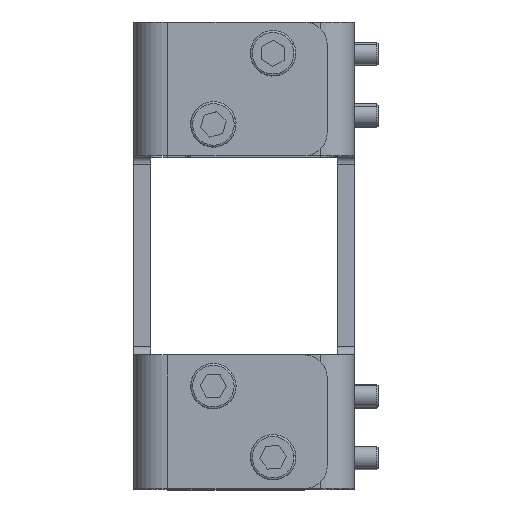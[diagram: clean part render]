
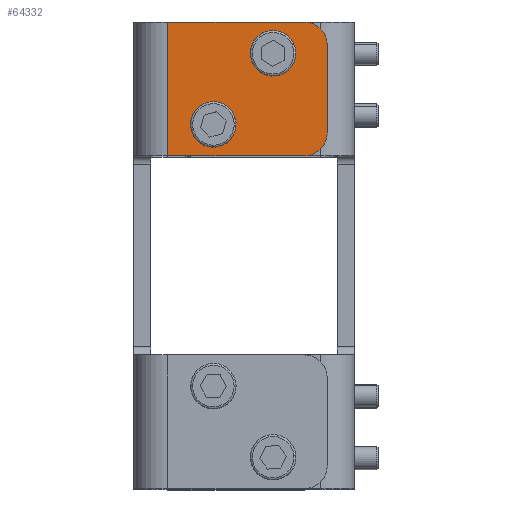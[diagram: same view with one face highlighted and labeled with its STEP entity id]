
A CAD part, top view. The second image highlights one B-rep face of the part: STEP entity #64332.
In plain terms, the highlighted planar face has unit normal (0, 0, 1).
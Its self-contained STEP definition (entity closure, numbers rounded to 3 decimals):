
#141 = DIRECTION ( 'NONE',  ( 0., 0., 1. ) ) ;
#169 = EDGE_CURVE ( 'NONE', #70751, #48779, #28342, .T. ) ;
#730 = CARTESIAN_POINT ( 'NONE',  ( 2437.7, 40.5, 2150. ) ) ;
#1883 = LINE ( 'NONE', #23871, #69399 ) ;
#2126 = AXIS2_PLACEMENT_3D ( 'NONE', #31201, #36322, #25728 ) ;
#3412 = DIRECTION ( 'NONE',  ( 0., 1., 0. ) ) ;
#3719 = DIRECTION ( 'NONE',  ( -1., 0., 0. ) ) ;
#3813 = CARTESIAN_POINT ( 'NONE',  ( 2477.7, 82., 2150. ) ) ;
#4168 = VERTEX_POINT ( 'NONE', #71832 ) ;
#4191 = LINE ( 'NONE', #3813, #25348 ) ;
#5997 = EDGE_CURVE ( 'NONE', #31039, #13713, #4191, .T. ) ;
#9279 = CARTESIAN_POINT ( 'NONE',  ( 2477.7, 43., 2150. ) ) ;
#9522 = FACE_BOUND ( 'NONE', #68095, .T. ) ;
#10331 = DIRECTION ( 'NONE',  ( 0., 1., 0. ) ) ;
#11343 = CARTESIAN_POINT ( 'NONE',  ( 2477.7, 82., 2150. ) ) ;
#11411 = CARTESIAN_POINT ( 'NONE',  ( 2477.7, 74., 2150. ) ) ;
#11418 = DIRECTION ( 'NONE',  ( 0., 0., 1. ) ) ;
#13713 = VERTEX_POINT ( 'NONE', #9279 ) ;
#14637 = EDGE_CURVE ( 'NONE', #4168, #43195, #1883, .T. ) ;
#14668 = VECTOR ( 'NONE', #3719, 1000. ) ;
#14880 = CARTESIAN_POINT ( 'NONE',  ( 2421.7, 35., 2150. ) ) ;
#15062 = FACE_BOUND ( 'NONE', #37101, .T. ) ;
#15087 = LINE ( 'NONE', #59874, #14668 ) ;
#15520 = DIRECTION ( 'NONE',  ( 0., 0., 1. ) ) ;
#16712 = DIRECTION ( 'NONE',  ( 0., 1., 0. ) ) ;
#16804 = EDGE_CURVE ( 'NONE', #50284, #43195, #62244, .T. ) ;
#16835 = AXIS2_PLACEMENT_3D ( 'NONE', #32368, #141, #16712 ) ;
#17769 = ORIENTED_EDGE ( 'NONE', *, *, #48784, .T. ) ;
#17978 = CIRCLE ( 'NONE', #29638, 5.5 ) ;
#18157 = CARTESIAN_POINT ( 'NONE',  ( 2469.7, 82., 2150. ) ) ;
#18579 = VERTEX_POINT ( 'NONE', #62941 ) ;
#18837 = CIRCLE ( 'NONE', #46986, 5.5 ) ;
#19880 = CARTESIAN_POINT ( 'NONE',  ( 2458.7, 71., 2150. ) ) ;
#20554 = PLANE ( 'NONE',  #28726 ) ;
#21667 = EDGE_CURVE ( 'NONE', #48779, #70751, #18837, .T. ) ;
#23871 = CARTESIAN_POINT ( 'NONE',  ( 2404.2, 35., 2150. ) ) ;
#25348 = VECTOR ( 'NONE', #53392, 1000. ) ;
#25728 = DIRECTION ( 'NONE',  ( 1., 0., 0. ) ) ;
#26561 = DIRECTION ( 'NONE',  ( 0., 0., 1. ) ) ;
#28342 = CIRCLE ( 'NONE', #69412, 5.5 ) ;
#28726 = AXIS2_PLACEMENT_3D ( 'NONE', #11343, #61669, #44746 ) ;
#29638 = AXIS2_PLACEMENT_3D ( 'NONE', #30954, #26561, #47580 ) ;
#30954 = CARTESIAN_POINT ( 'NONE',  ( 2437.7, 46., 2150. ) ) ;
#31039 = VERTEX_POINT ( 'NONE', #11411 ) ;
#31201 = CARTESIAN_POINT ( 'NONE',  ( 2469.7, 74., 2150. ) ) ;
#32368 = CARTESIAN_POINT ( 'NONE',  ( 2437.7, 46., 2150. ) ) ;
#33116 = DIRECTION ( 'NONE',  ( 0., 0., 1. ) ) ;
#36322 = DIRECTION ( 'NONE',  ( 0., 0., 1. ) ) ;
#37101 = EDGE_LOOP ( 'NONE', ( #62227, #64192 ) ) ;
#38255 = DIRECTION ( 'NONE',  ( 1., 0., 0. ) ) ;
#39171 = VECTOR ( 'NONE', #40137, 1000. ) ;
#40137 = DIRECTION ( 'NONE',  ( 0., -1., 0. ) ) ;
#40375 = AXIS2_PLACEMENT_3D ( 'NONE', #71360, #33116, #38255 ) ;
#41369 = ORIENTED_EDGE ( 'NONE', *, *, #16804, .T. ) ;
#41932 = ORIENTED_EDGE ( 'NONE', *, *, #14637, .F. ) ;
#42071 = ORIENTED_EDGE ( 'NONE', *, *, #43092, .F. ) ;
#42568 = CIRCLE ( 'NONE', #16835, 5.5 ) ;
#43092 = EDGE_CURVE ( 'NONE', #70738, #18579, #17978, .T. ) ;
#43195 = VERTEX_POINT ( 'NONE', #14880 ) ;
#43283 = EDGE_CURVE ( 'NONE', #18579, #70738, #42568, .T. ) ;
#43448 = VERTEX_POINT ( 'NONE', #18157 ) ;
#44746 = DIRECTION ( 'NONE',  ( 1., 0., 0. ) ) ;
#45091 = CIRCLE ( 'NONE', #40375, 8. ) ;
#45226 = ORIENTED_EDGE ( 'NONE', *, *, #45435, .T. ) ;
#45435 = EDGE_CURVE ( 'NONE', #43448, #50284, #15087, .T. ) ;
#46986 = AXIS2_PLACEMENT_3D ( 'NONE', #47482, #15520, #3412 ) ;
#47482 = CARTESIAN_POINT ( 'NONE',  ( 2458.7, 71., 2150. ) ) ;
#47580 = DIRECTION ( 'NONE',  ( 0., 1., 0. ) ) ;
#47763 = EDGE_LOOP ( 'NONE', ( #50077, #17769, #45226, #41369, #41932, #63223 ) ) ;
#48191 = CARTESIAN_POINT ( 'NONE',  ( 2458.7, 76.5, 2150. ) ) ;
#48779 = VERTEX_POINT ( 'NONE', #48191 ) ;
#48784 = EDGE_CURVE ( 'NONE', #31039, #43448, #58382, .T. ) ;
#50077 = ORIENTED_EDGE ( 'NONE', *, *, #5997, .F. ) ;
#50284 = VERTEX_POINT ( 'NONE', #63801 ) ;
#53392 = DIRECTION ( 'NONE',  ( 0., -1., 0. ) ) ;
#56596 = DIRECTION ( 'NONE',  ( -1., 0., 0. ) ) ;
#58382 = CIRCLE ( 'NONE', #2126, 8. ) ;
#59874 = CARTESIAN_POINT ( 'NONE',  ( 2477.7, 82., 2150. ) ) ;
#61420 = ORIENTED_EDGE ( 'NONE', *, *, #43283, .F. ) ;
#61669 = DIRECTION ( 'NONE',  ( 0., 0., 1. ) ) ;
#62227 = ORIENTED_EDGE ( 'NONE', *, *, #21667, .F. ) ;
#62244 = LINE ( 'NONE', #68439, #39171 ) ;
#62941 = CARTESIAN_POINT ( 'NONE',  ( 2437.7, 51.5, 2150. ) ) ;
#63173 = CARTESIAN_POINT ( 'NONE',  ( 2458.7, 65.5, 2150. ) ) ;
#63223 = ORIENTED_EDGE ( 'NONE', *, *, #63611, .T. ) ;
#63611 = EDGE_CURVE ( 'NONE', #4168, #13713, #45091, .T. ) ;
#63801 = CARTESIAN_POINT ( 'NONE',  ( 2421.7, 82., 2150. ) ) ;
#64192 = ORIENTED_EDGE ( 'NONE', *, *, #169, .F. ) ;
#64332 = ADVANCED_FACE ( 'NONE', ( #9522, #15062, #70442 ), #20554, .T. ) ;
#68095 = EDGE_LOOP ( 'NONE', ( #61420, #42071 ) ) ;
#68439 = CARTESIAN_POINT ( 'NONE',  ( 2421.7, 82., 2150. ) ) ;
#69399 = VECTOR ( 'NONE', #56596, 1000. ) ;
#69412 = AXIS2_PLACEMENT_3D ( 'NONE', #19880, #11418, #10331 ) ;
#70442 = FACE_OUTER_BOUND ( 'NONE', #47763, .T. ) ;
#70738 = VERTEX_POINT ( 'NONE', #730 ) ;
#70751 = VERTEX_POINT ( 'NONE', #63173 ) ;
#71360 = CARTESIAN_POINT ( 'NONE',  ( 2469.7, 43., 2150. ) ) ;
#71832 = CARTESIAN_POINT ( 'NONE',  ( 2469.7, 35., 2150. ) ) ;
